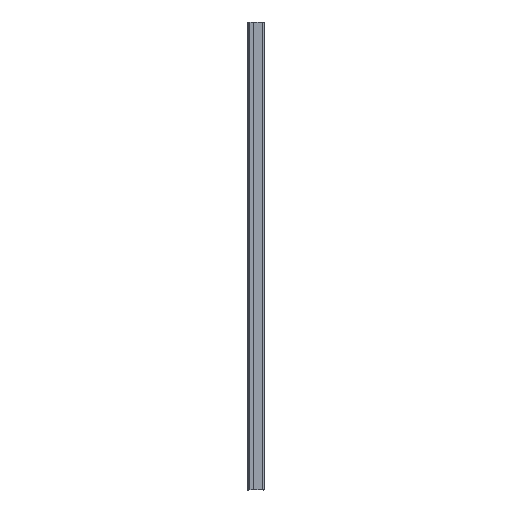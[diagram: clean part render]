
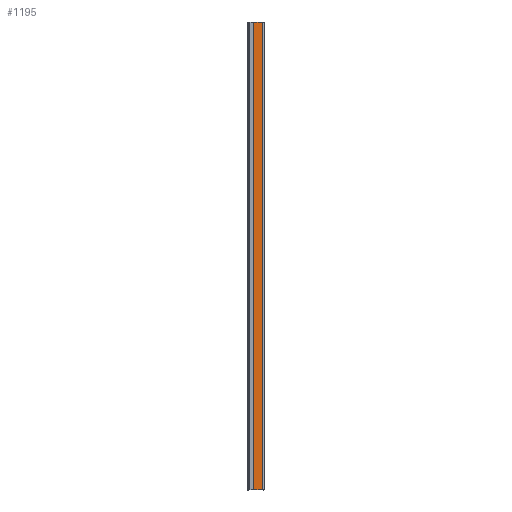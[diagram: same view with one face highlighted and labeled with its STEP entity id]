
A CAD part, left-side view. The second image highlights one B-rep face of the part: STEP entity #1195.
In plain terms, the highlighted planar face has unit normal (-1, 0, 0).
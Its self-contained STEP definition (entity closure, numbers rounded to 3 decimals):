
#17=DIRECTION('',(0.,-1.,0.));
#18=VECTOR('',#17,56.97);
#19=CARTESIAN_POINT('',(25.248,68.037,3000.));
#20=LINE('',#19,#18);
#37=DIRECTION('',(0.,0.,1.));
#38=VECTOR('',#37,3000.);
#39=CARTESIAN_POINT('',(25.248,68.037,0.));
#40=LINE('',#39,#38);
#45=DIRECTION('',(0.,-1.,0.));
#46=VECTOR('',#45,56.971);
#47=CARTESIAN_POINT('',(25.248,68.037,0.));
#48=LINE('',#47,#46);
#170=DIRECTION('',(0.,0.,-1.));
#171=VECTOR('',#170,3000.);
#172=CARTESIAN_POINT('',(25.234,11.067,3000.));
#173=LINE('',#172,#171);
#865=CARTESIAN_POINT('',(25.248,68.037,3000.));
#866=VERTEX_POINT('',#865);
#869=CARTESIAN_POINT('',(25.248,68.037,0.));
#870=VERTEX_POINT('',#869);
#905=CARTESIAN_POINT('',(25.239,11.066,0.));
#906=VERTEX_POINT('',#905);
#1105=CARTESIAN_POINT('',(25.234,11.067,3000.));
#1106=VERTEX_POINT('',#1105);
#1182=CARTESIAN_POINT('',(25.25,77.334,-303.601));
#1183=DIRECTION('',(-1.,0.,0.));
#1184=DIRECTION('',(0.,1.,0.));
#1185=AXIS2_PLACEMENT_3D('',#1182,#1183,#1184);
#1186=PLANE('',#1185);
#1188=ORIENTED_EDGE('',*,*,#1187,.F.);
#1189=ORIENTED_EDGE('',*,*,#1172,.T.);
#1190=ORIENTED_EDGE('',*,*,#1148,.T.);
#1192=ORIENTED_EDGE('',*,*,#1191,.T.);
#1193=EDGE_LOOP('',(#1188,#1189,#1190,#1192));
#1194=FACE_OUTER_BOUND('',#1193,.F.);
#1195=ADVANCED_FACE('',(#1194),#1186,.T.);
#1148=EDGE_CURVE('',#866,#1106,#20,.T.);
#1172=EDGE_CURVE('',#870,#866,#40,.T.);
#1187=EDGE_CURVE('',#870,#906,#48,.T.);
#1191=EDGE_CURVE('',#1106,#906,#173,.T.);
